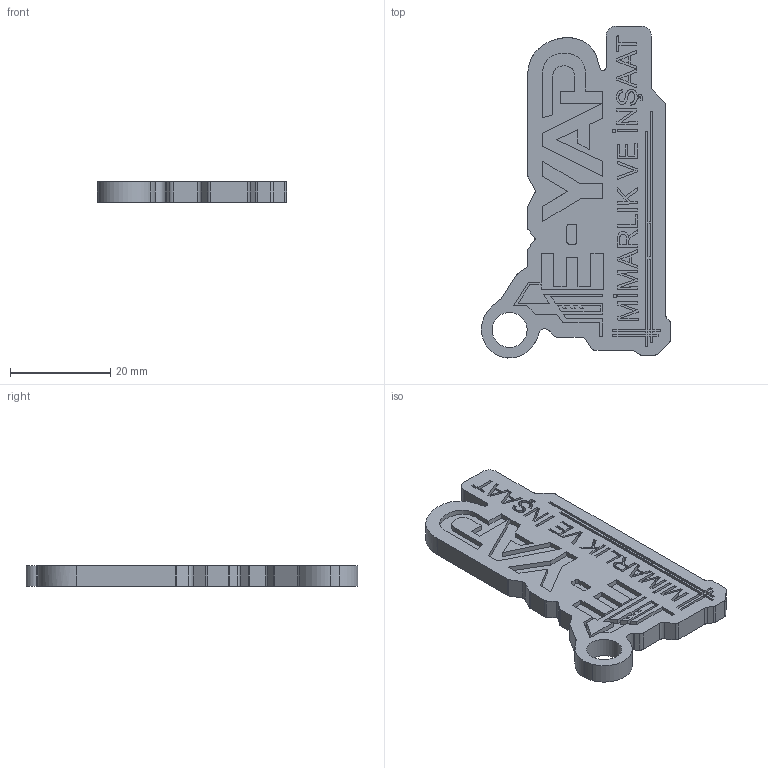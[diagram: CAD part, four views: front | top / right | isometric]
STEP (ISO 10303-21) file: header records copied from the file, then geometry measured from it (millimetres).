
FILE_DESCRIPTION(/* description */ (''),/* implementation_level */ '2;1');
FILE_NAME(/* name */ 'keychain1.step',/* time_stamp */ '2026-02-16T20:38:02+03:00',/* author */ (''),/* organization */ (''),/* preprocessor_version */ 'ST-DEVELOPER v20.1',/* originating_system */ 'Autodesk Translation Framework v14.24.0.0',/* authorisation */ '');
FILE_SCHEMA (('AUTOMOTIVE_DESIGN { 1 0 10303 214 3 1 1 }'));
Length unit declared in the file: millimetre
Products named in the file (1): e-yap
Bounding box: 37.73 x 66.24 x 4 mm (x, y, z)
Volume: 6434.7 mm3; surface area: 5253.6 mm2
Topology: 1 solids, 1 shells, 442 faces, 1227 edges, 816 vertices
Faces by surface type: plane 333, bspline 80, cylinder 29
Full cylindrical faces by diameter (mm): 7 x1
Entity records: 15238 total; most frequent: CARTESIAN_POINT 4346, ORIENTED_EDGE 2454, DIRECTION 1851, EDGE_CURVE 1227, LINE 1009, VECTOR 1009, VERTEX_POINT 816, EDGE_LOOP 474
